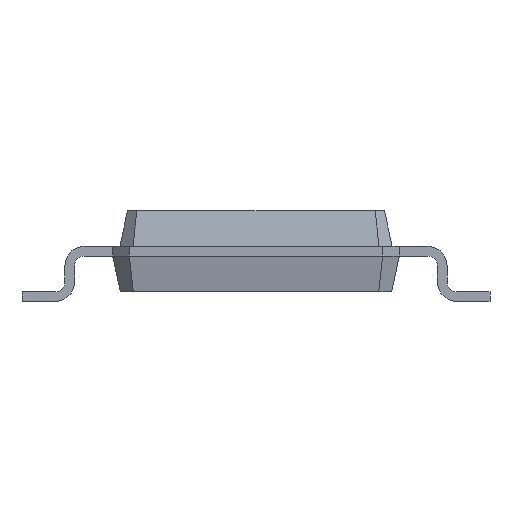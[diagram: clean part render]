
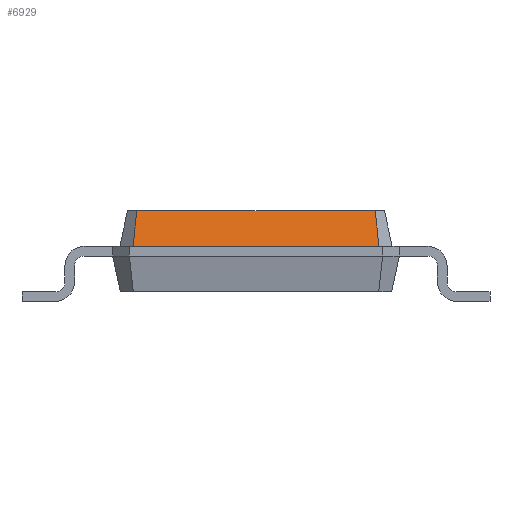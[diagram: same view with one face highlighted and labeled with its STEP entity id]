
A CAD part, left-side view. The second image highlights one B-rep face of the part: STEP entity #6929.
In plain terms, the highlighted free-form (B-spline) face has degree [1, 1] with [2, 2] control points.
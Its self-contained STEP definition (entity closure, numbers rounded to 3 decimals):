
#2536 = PLANE('',#2537);
#2537 = AXIS2_PLACEMENT_3D('',#2538,#2539,#2540);
#2538 = CARTESIAN_POINT('',(-1.345,-1.248,0.95));
#2539 = DIRECTION('',(0.,0.,1.));
#2540 = DIRECTION('',(0.733,0.68,0.));
#2561 = B_SPLINE_SURFACE_WITH_KNOTS('',1,1,(
(#2562,#2563)
,(#2564,#2565
)),.UNSPECIFIED.,.F.,.F.,.F.,(2,2),(2,2),(0.,0.194),(0.,1.)
,.PIECEWISE_BEZIER_KNOTS.);
#2562 = CARTESIAN_POINT('',(-1.425,1.288,0.575));
#2563 = CARTESIAN_POINT('',(-1.345,1.248,0.95));
#2564 = CARTESIAN_POINT('',(-1.288,1.425,0.575));
#2565 = CARTESIAN_POINT('',(-1.248,1.345,0.95));
#4933 = VERTEX_POINT('',#4934);
#4934 = CARTESIAN_POINT('',(-1.425,1.288,0.575));
#4967 = B_SPLINE_SURFACE_WITH_KNOTS('',1,1,(
(#4968,#4969)
,(#4970,#4971
)),.UNSPECIFIED.,.F.,.F.,.F.,(2,2),(2,2),(0.,2.65),(0.,1.),
.PIECEWISE_BEZIER_KNOTS.);
#4968 = CARTESIAN_POINT('',(-1.5,-1.325,0.575));
#4969 = CARTESIAN_POINT('',(-1.425,-1.288,0.575));
#4970 = CARTESIAN_POINT('',(-1.5,1.325,0.575));
#4971 = CARTESIAN_POINT('',(-1.425,1.288,0.575));
#5188 = EDGE_CURVE('',#5189,#5191,#5193,.T.);
#5189 = VERTEX_POINT('',#5190);
#5190 = CARTESIAN_POINT('',(-1.345,-1.248,0.95));
#5191 = VERTEX_POINT('',#5192);
#5192 = CARTESIAN_POINT('',(-1.345,1.248,0.95));
#5193 = SURFACE_CURVE('',#5194,(#5198,#5205),.PCURVE_S1.);
#5194 = LINE('',#5195,#5196);
#5195 = CARTESIAN_POINT('',(-1.345,-1.248,0.95));
#5196 = VECTOR('',#5197,1.);
#5197 = DIRECTION('',(0.,1.,0.));
#5198 = PCURVE('',#2536,#5199);
#5199 = DEFINITIONAL_REPRESENTATION('',(#5200),#5204);
#5200 = LINE('',#5201,#5202);
#5201 = CARTESIAN_POINT('',(0.,0.));
#5202 = VECTOR('',#5203,1.);
#5203 = DIRECTION('',(0.68,0.733));
#5204 = ( GEOMETRIC_REPRESENTATION_CONTEXT(2)
PARAMETRIC_REPRESENTATION_CONTEXT() REPRESENTATION_CONTEXT('2D SPACE',''
) );
#5205 = PCURVE('',#5206,#5211);
#5206 = B_SPLINE_SURFACE_WITH_KNOTS('',1,1,(
(#5207,#5208)
,(#5209,#5210
)),.UNSPECIFIED.,.F.,.F.,.F.,(2,2),(2,2),(0.,2.575),(0.,1.),
.PIECEWISE_BEZIER_KNOTS.);
#5207 = CARTESIAN_POINT('',(-1.425,-1.288,0.575));
#5208 = CARTESIAN_POINT('',(-1.345,-1.248,0.95));
#5209 = CARTESIAN_POINT('',(-1.425,1.288,0.575));
#5210 = CARTESIAN_POINT('',(-1.345,1.248,0.95));
#5211 = DEFINITIONAL_REPRESENTATION('',(#5212),#5215);
#5212 = B_SPLINE_CURVE_WITH_KNOTS('',1,(#5213,#5214),.UNSPECIFIED.,.F.,
.F.,(2,2),(0.,2.495),.PIECEWISE_BEZIER_KNOTS.);
#5213 = CARTESIAN_POINT('',(0.,1.));
#5214 = CARTESIAN_POINT('',(2.575,1.));
#5215 = ( GEOMETRIC_REPRESENTATION_CONTEXT(2)
PARAMETRIC_REPRESENTATION_CONTEXT() REPRESENTATION_CONTEXT('2D SPACE',''
) );
#5233 = B_SPLINE_SURFACE_WITH_KNOTS('',1,1,(
(#5234,#5235)
,(#5236,#5237
)),.UNSPECIFIED.,.F.,.F.,.F.,(2,2),(2,2),(0.,0.194),(0.,1.)
,.PIECEWISE_BEZIER_KNOTS.);
#5234 = CARTESIAN_POINT('',(-1.288,-1.425,0.575));
#5235 = CARTESIAN_POINT('',(-1.248,-1.345,0.95));
#5236 = CARTESIAN_POINT('',(-1.425,-1.288,0.575));
#5237 = CARTESIAN_POINT('',(-1.345,-1.248,0.95));
#5377 = EDGE_CURVE('',#4933,#5191,#5378,.T.);
#5378 = SURFACE_CURVE('',#5379,(#5382,#5389),.PCURVE_S1.);
#5379 = B_SPLINE_CURVE_WITH_KNOTS('',1,(#5380,#5381),.UNSPECIFIED.,.F.,
.F.,(2,2),(0.,1.),.PIECEWISE_BEZIER_KNOTS.);
#5380 = CARTESIAN_POINT('',(-1.425,1.288,0.575));
#5381 = CARTESIAN_POINT('',(-1.345,1.248,0.95));
#5382 = PCURVE('',#2561,#5383);
#5383 = DEFINITIONAL_REPRESENTATION('',(#5384),#5388);
#5384 = LINE('',#5385,#5386);
#5385 = CARTESIAN_POINT('',(0.,0.));
#5386 = VECTOR('',#5387,1.);
#5387 = DIRECTION('',(0.,1.));
#5388 = ( GEOMETRIC_REPRESENTATION_CONTEXT(2)
PARAMETRIC_REPRESENTATION_CONTEXT() REPRESENTATION_CONTEXT('2D SPACE',''
) );
#5389 = PCURVE('',#5206,#5390);
#5390 = DEFINITIONAL_REPRESENTATION('',(#5391),#5395);
#5391 = LINE('',#5392,#5393);
#5392 = CARTESIAN_POINT('',(2.575,0.));
#5393 = VECTOR('',#5394,1.);
#5394 = DIRECTION('',(0.,1.));
#5395 = ( GEOMETRIC_REPRESENTATION_CONTEXT(2)
PARAMETRIC_REPRESENTATION_CONTEXT() REPRESENTATION_CONTEXT('2D SPACE',''
) );
#6841 = EDGE_CURVE('',#6842,#4933,#6844,.T.);
#6842 = VERTEX_POINT('',#6843);
#6843 = CARTESIAN_POINT('',(-1.425,-1.288,0.575));
#6844 = SURFACE_CURVE('',#6845,(#6849,#6855),.PCURVE_S1.);
#6845 = LINE('',#6846,#6847);
#6846 = CARTESIAN_POINT('',(-1.425,-1.288,0.575));
#6847 = VECTOR('',#6848,1.);
#6848 = DIRECTION('',(0.,1.,0.));
#6849 = PCURVE('',#4967,#6850);
#6850 = DEFINITIONAL_REPRESENTATION('',(#6851),#6854);
#6851 = B_SPLINE_CURVE_WITH_KNOTS('',1,(#6852,#6853),.UNSPECIFIED.,.F.,
.F.,(2,2),(0.,2.575),.PIECEWISE_BEZIER_KNOTS.);
#6852 = CARTESIAN_POINT('',(0.,1.));
#6853 = CARTESIAN_POINT('',(2.65,1.));
#6854 = ( GEOMETRIC_REPRESENTATION_CONTEXT(2)
PARAMETRIC_REPRESENTATION_CONTEXT() REPRESENTATION_CONTEXT('2D SPACE',''
) );
#6855 = PCURVE('',#5206,#6856);
#6856 = DEFINITIONAL_REPRESENTATION('',(#6857),#6861);
#6857 = LINE('',#6858,#6859);
#6858 = CARTESIAN_POINT('',(0.,0.));
#6859 = VECTOR('',#6860,1.);
#6860 = DIRECTION('',(1.,0.));
#6861 = ( GEOMETRIC_REPRESENTATION_CONTEXT(2)
PARAMETRIC_REPRESENTATION_CONTEXT() REPRESENTATION_CONTEXT('2D SPACE',''
) );
#6929 = ADVANCED_FACE('',(#6930),#5206,.F.);
#6930 = FACE_BOUND('',#6931,.F.);
#6931 = EDGE_LOOP('',(#6932,#6933,#6934,#6935));
#6932 = ORIENTED_EDGE('',*,*,#6841,.T.);
#6933 = ORIENTED_EDGE('',*,*,#5377,.T.);
#6934 = ORIENTED_EDGE('',*,*,#5188,.F.);
#6935 = ORIENTED_EDGE('',*,*,#6936,.F.);
#6936 = EDGE_CURVE('',#6842,#5189,#6937,.T.);
#6937 = SURFACE_CURVE('',#6938,(#6941,#6948),.PCURVE_S1.);
#6938 = B_SPLINE_CURVE_WITH_KNOTS('',1,(#6939,#6940),.UNSPECIFIED.,.F.,
.F.,(2,2),(0.,1.),.PIECEWISE_BEZIER_KNOTS.);
#6939 = CARTESIAN_POINT('',(-1.425,-1.288,0.575));
#6940 = CARTESIAN_POINT('',(-1.345,-1.248,0.95));
#6941 = PCURVE('',#5206,#6942);
#6942 = DEFINITIONAL_REPRESENTATION('',(#6943),#6947);
#6943 = LINE('',#6944,#6945);
#6944 = CARTESIAN_POINT('',(0.,0.));
#6945 = VECTOR('',#6946,1.);
#6946 = DIRECTION('',(0.,1.));
#6947 = ( GEOMETRIC_REPRESENTATION_CONTEXT(2)
PARAMETRIC_REPRESENTATION_CONTEXT() REPRESENTATION_CONTEXT('2D SPACE',''
) );
#6948 = PCURVE('',#5233,#6949);
#6949 = DEFINITIONAL_REPRESENTATION('',(#6950),#6954);
#6950 = LINE('',#6951,#6952);
#6951 = CARTESIAN_POINT('',(0.194,0.));
#6952 = VECTOR('',#6953,1.);
#6953 = DIRECTION('',(0.,1.));
#6954 = ( GEOMETRIC_REPRESENTATION_CONTEXT(2)
PARAMETRIC_REPRESENTATION_CONTEXT() REPRESENTATION_CONTEXT('2D SPACE',''
) );
